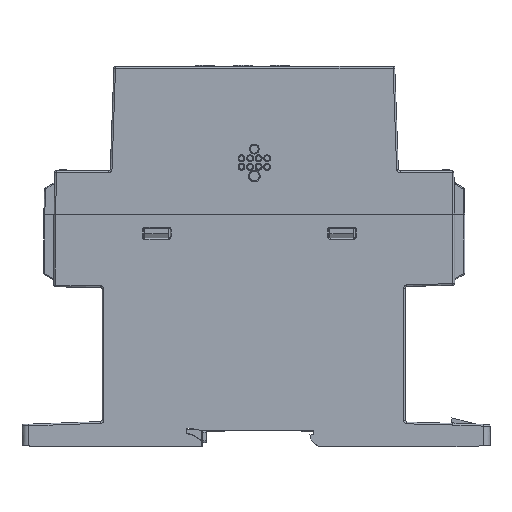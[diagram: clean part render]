
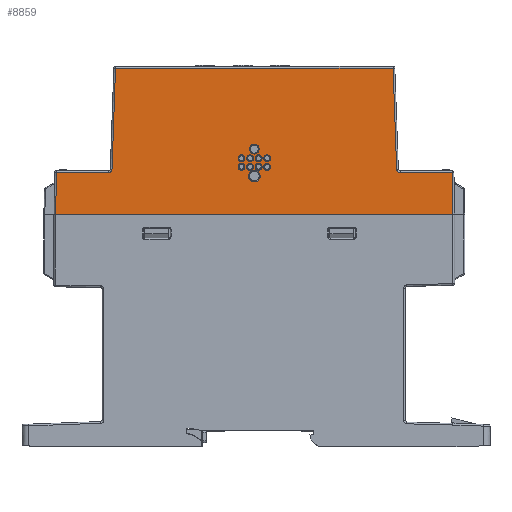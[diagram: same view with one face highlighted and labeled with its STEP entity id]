
A CAD part, left-side view. The second image highlights one B-rep face of the part: STEP entity #8859.
In plain terms, the highlighted planar face has unit normal (-1, 0, 0).
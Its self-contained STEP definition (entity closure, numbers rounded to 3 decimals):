
#2228=FACE_BOUND('',#13472,.T.);
#2229=FACE_BOUND('',#13473,.T.);
#2230=FACE_BOUND('',#13474,.T.);
#2231=FACE_BOUND('',#13475,.T.);
#2232=FACE_BOUND('',#13476,.T.);
#2233=FACE_BOUND('',#13477,.T.);
#2234=FACE_BOUND('',#13478,.T.);
#2235=FACE_BOUND('',#13479,.T.);
#2236=FACE_BOUND('',#13480,.T.);
#2237=FACE_BOUND('',#13481,.T.);
#2238=FACE_BOUND('',#13482,.T.);
#3217=PLANE('',#56543);
#5230=CIRCLE('',#56030,1.);
#5340=CIRCLE('',#56370,1.48);
#5341=CIRCLE('',#56372,1.029);
#5342=CIRCLE('',#56374,1.029);
#5343=CIRCLE('',#56376,1.029);
#5344=CIRCLE('',#56378,1.028);
#5345=CIRCLE('',#56380,1.028);
#5346=CIRCLE('',#56382,1.727);
#5347=CIRCLE('',#56384,1.028);
#5348=CIRCLE('',#56386,1.028);
#5349=CIRCLE('',#56388,1.029);
#5397=CIRCLE('',#56535,1.);
#8859=ADVANCED_FACE('',(#2228,#2229,#2230,#2231,#2232,#2233,#2234,#2235,
#2236,#2237,#2238),#3217,.T.);
#13472=EDGE_LOOP('',(#26076));
#13473=EDGE_LOOP('',(#26077));
#13474=EDGE_LOOP('',(#26078));
#13475=EDGE_LOOP('',(#26079));
#13476=EDGE_LOOP('',(#26080));
#13477=EDGE_LOOP('',(#26081));
#13478=EDGE_LOOP('',(#26082));
#13479=EDGE_LOOP('',(#26083));
#13480=EDGE_LOOP('',(#26084));
#13481=EDGE_LOOP('',(#26085));
#13482=EDGE_LOOP('',(#26086,#26087,#26088,#26089,#26090,#26091,#26092,#26093,
#26094,#26095));
#26076=ORIENTED_EDGE('',*,*,#40814,.T.);
#26077=ORIENTED_EDGE('',*,*,#40813,.T.);
#26078=ORIENTED_EDGE('',*,*,#40812,.T.);
#26079=ORIENTED_EDGE('',*,*,#40811,.T.);
#26080=ORIENTED_EDGE('',*,*,#40810,.T.);
#26081=ORIENTED_EDGE('',*,*,#40809,.T.);
#26082=ORIENTED_EDGE('',*,*,#40808,.T.);
#26083=ORIENTED_EDGE('',*,*,#40807,.T.);
#26084=ORIENTED_EDGE('',*,*,#40806,.T.);
#26085=ORIENTED_EDGE('',*,*,#40805,.T.);
#26086=ORIENTED_EDGE('',*,*,#40056,.T.);
#26087=ORIENTED_EDGE('',*,*,#40185,.T.);
#26088=ORIENTED_EDGE('',*,*,#41127,.T.);
#26089=ORIENTED_EDGE('',*,*,#41120,.T.);
#26090=ORIENTED_EDGE('',*,*,#41042,.T.);
#26091=ORIENTED_EDGE('',*,*,#40164,.T.);
#26092=ORIENTED_EDGE('',*,*,#40189,.T.);
#26093=ORIENTED_EDGE('',*,*,#40191,.T.);
#26094=ORIENTED_EDGE('',*,*,#40194,.T.);
#26095=ORIENTED_EDGE('',*,*,#40198,.T.);
#32133=VERTEX_POINT('',#91014);
#32134=VERTEX_POINT('',#91016);
#32225=VERTEX_POINT('',#91231);
#32226=VERTEX_POINT('',#91234);
#32246=VERTEX_POINT('',#91285);
#32248=VERTEX_POINT('',#91292);
#32250=VERTEX_POINT('',#91297);
#32252=VERTEX_POINT('',#91303);
#32680=VERTEX_POINT('',#93288);
#32681=VERTEX_POINT('',#93291);
#32682=VERTEX_POINT('',#93294);
#32683=VERTEX_POINT('',#93297);
#32684=VERTEX_POINT('',#93300);
#32685=VERTEX_POINT('',#93303);
#32686=VERTEX_POINT('',#93306);
#32687=VERTEX_POINT('',#93309);
#32688=VERTEX_POINT('',#93312);
#32689=VERTEX_POINT('',#93315);
#32837=VERTEX_POINT('',#94065);
#32910=VERTEX_POINT('',#94389);
#40056=EDGE_CURVE('',#32134,#32133,#45716,.T.);
#40164=EDGE_CURVE('',#32225,#32226,#45799,.T.);
#40185=EDGE_CURVE('',#32133,#32246,#45801,.T.);
#40189=EDGE_CURVE('',#32226,#32248,#45803,.T.);
#40191=EDGE_CURVE('',#32248,#32250,#5230,.T.);
#40194=EDGE_CURVE('',#32250,#32252,#45804,.T.);
#40198=EDGE_CURVE('',#32252,#32134,#45807,.T.);
#40805=EDGE_CURVE('',#32680,#32680,#5340,.T.);
#40806=EDGE_CURVE('',#32681,#32681,#5341,.T.);
#40807=EDGE_CURVE('',#32682,#32682,#5342,.T.);
#40808=EDGE_CURVE('',#32683,#32683,#5343,.T.);
#40809=EDGE_CURVE('',#32684,#32684,#5344,.T.);
#40810=EDGE_CURVE('',#32685,#32685,#5345,.T.);
#40811=EDGE_CURVE('',#32686,#32686,#5346,.T.);
#40812=EDGE_CURVE('',#32687,#32687,#5347,.T.);
#40813=EDGE_CURVE('',#32688,#32688,#5348,.T.);
#40814=EDGE_CURVE('',#32689,#32689,#5349,.T.);
#41042=EDGE_CURVE('',#32837,#32225,#46354,.T.);
#41120=EDGE_CURVE('',#32910,#32837,#5397,.T.);
#41127=EDGE_CURVE('',#32246,#32910,#46414,.T.);
#45716=LINE('',#91015,#50750);
#45799=LINE('',#91235,#50833);
#45801=LINE('',#91286,#50835);
#45803=LINE('',#91293,#50837);
#45804=LINE('',#91304,#50838);
#45807=LINE('',#91310,#50841);
#46354=LINE('',#94064,#51388);
#46414=LINE('',#94401,#51448);
#50750=VECTOR('',#68533,1.);
#50833=VECTOR('',#68704,1.);
#50835=VECTOR('',#68764,1.);
#50837=VECTOR('',#68772,1.);
#50838=VECTOR('',#68785,1.);
#50841=VECTOR('',#68792,1.);
#51388=VECTOR('',#70307,1.);
#51448=VECTOR('',#70413,1.);
#56030=AXIS2_PLACEMENT_3D('',#91298,#68777,#68778);
#56370=AXIS2_PLACEMENT_3D('',#93287,#69859,#69860);
#56372=AXIS2_PLACEMENT_3D('',#93290,#69863,#69864);
#56374=AXIS2_PLACEMENT_3D('',#93293,#69867,#69868);
#56376=AXIS2_PLACEMENT_3D('',#93296,#69871,#69872);
#56378=AXIS2_PLACEMENT_3D('',#93299,#69875,#69876);
#56380=AXIS2_PLACEMENT_3D('',#93302,#69879,#69880);
#56382=AXIS2_PLACEMENT_3D('',#93305,#69883,#69884);
#56384=AXIS2_PLACEMENT_3D('',#93308,#69887,#69888);
#56386=AXIS2_PLACEMENT_3D('',#93311,#69891,#69892);
#56388=AXIS2_PLACEMENT_3D('',#93314,#69895,#69896);
#56535=AXIS2_PLACEMENT_3D('',#94388,#70393,#70394);
#56543=AXIS2_PLACEMENT_3D('',#94402,#70414,#70415);
#68533=DIRECTION('',(0.,-1.,0.));
#68704=DIRECTION('',(0.,1.,0.));
#68764=DIRECTION('',(0.,0.017,1.));
#68772=DIRECTION('',(0.,0.035,-0.999));
#68777=DIRECTION('',(1.,0.,0.));
#68778=DIRECTION('',(0.,0.,1.));
#68785=DIRECTION('',(0.,1.,0.));
#68792=DIRECTION('',(0.,0.017,-1.));
#69859=DIRECTION('',(1.,0.,0.));
#69860=DIRECTION('',(0.,0.,1.));
#69863=DIRECTION('',(1.,0.,0.));
#69864=DIRECTION('',(0.,0.,1.));
#69867=DIRECTION('',(1.,0.,0.));
#69868=DIRECTION('',(0.,0.,1.));
#69871=DIRECTION('',(1.,0.,0.));
#69872=DIRECTION('',(0.,0.,1.));
#69875=DIRECTION('',(1.,0.,0.));
#69876=DIRECTION('',(0.,0.,1.));
#69879=DIRECTION('',(1.,0.,0.));
#69880=DIRECTION('',(0.,0.,1.));
#69883=DIRECTION('',(1.,0.,0.));
#69884=DIRECTION('',(0.,0.,1.));
#69887=DIRECTION('',(1.,0.,0.));
#69888=DIRECTION('',(0.,0.,1.));
#69891=DIRECTION('',(1.,0.,0.));
#69892=DIRECTION('',(0.,0.,1.));
#69895=DIRECTION('',(1.,0.,0.));
#69896=DIRECTION('',(0.,0.,1.));
#70307=DIRECTION('',(0.,0.035,0.999));
#70393=DIRECTION('',(1.,0.,0.));
#70394=DIRECTION('',(0.,0.,1.));
#70413=DIRECTION('',(0.,1.,0.));
#70414=DIRECTION('',(-1.,0.,0.));
#70415=DIRECTION('',(0.,0.,-1.));
#91014=CARTESIAN_POINT('',(-19.9,-59.,14.914));
#91015=CARTESIAN_POINT('',(-19.9,-0.15,14.914));
#91016=CARTESIAN_POINT('',(-19.9,59.,14.914));
#91231=CARTESIAN_POINT('',(-19.9,-41.224,58.414));
#91234=CARTESIAN_POINT('',(-19.9,41.224,58.414));
#91235=CARTESIAN_POINT('',(-19.9,-0.15,58.414));
#91285=CARTESIAN_POINT('',(-19.9,-58.782,27.409));
#91286=CARTESIAN_POINT('',(-19.9,-58.912,19.942));
#91292=CARTESIAN_POINT('',(-19.9,42.273,28.374));
#91293=CARTESIAN_POINT('',(-19.9,42.552,20.395));
#91297=CARTESIAN_POINT('',(-19.9,43.273,27.409));
#91298=CARTESIAN_POINT('',(-19.9,43.273,28.409));
#91303=CARTESIAN_POINT('',(-19.9,58.782,27.409));
#91304=CARTESIAN_POINT('',(-19.9,-0.15,27.409));
#91310=CARTESIAN_POINT('',(-19.9,58.912,19.942));
#93287=CARTESIAN_POINT('',(-19.9,0.,34.371));
#93288=CARTESIAN_POINT('',(-19.9,0.,35.85));
#93290=CARTESIAN_POINT('',(-19.9,1.27,31.641));
#93291=CARTESIAN_POINT('',(-19.9,1.27,32.67));
#93293=CARTESIAN_POINT('',(-19.9,-1.27,31.641));
#93294=CARTESIAN_POINT('',(-19.9,-1.27,32.67));
#93296=CARTESIAN_POINT('',(-19.9,-3.81,31.641));
#93297=CARTESIAN_POINT('',(-19.9,-3.81,32.67));
#93299=CARTESIAN_POINT('',(-19.9,-3.81,29.095));
#93300=CARTESIAN_POINT('',(-19.9,-3.81,30.124));
#93302=CARTESIAN_POINT('',(-19.9,-1.27,29.101));
#93303=CARTESIAN_POINT('',(-19.9,-1.27,30.129));
#93305=CARTESIAN_POINT('',(-19.9,-0.007,26.371));
#93306=CARTESIAN_POINT('',(-19.9,-0.007,28.098));
#93308=CARTESIAN_POINT('',(-19.9,1.27,29.095));
#93309=CARTESIAN_POINT('',(-19.9,1.27,30.124));
#93311=CARTESIAN_POINT('',(-19.9,3.81,29.095));
#93312=CARTESIAN_POINT('',(-19.9,3.81,30.124));
#93314=CARTESIAN_POINT('',(-19.9,3.81,31.627));
#93315=CARTESIAN_POINT('',(-19.9,3.81,32.656));
#94064=CARTESIAN_POINT('',(-19.9,-42.552,20.395));
#94065=CARTESIAN_POINT('',(-19.9,-42.273,28.374));
#94388=CARTESIAN_POINT('',(-19.9,-43.273,28.409));
#94389=CARTESIAN_POINT('',(-19.9,-43.273,27.409));
#94401=CARTESIAN_POINT('',(-19.9,-0.15,27.409));
#94402=CARTESIAN_POINT('',(-19.9,-0.15,18.914));
